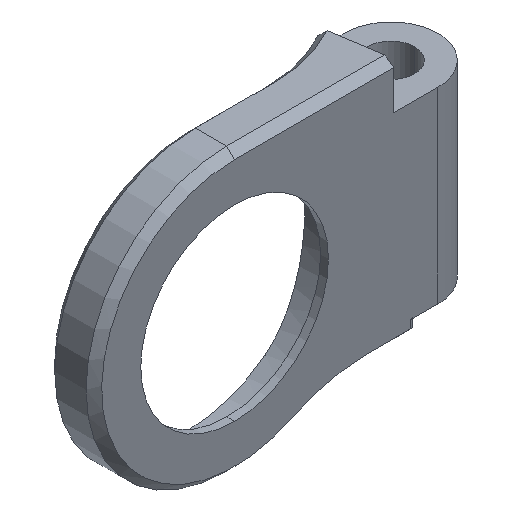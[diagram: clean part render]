
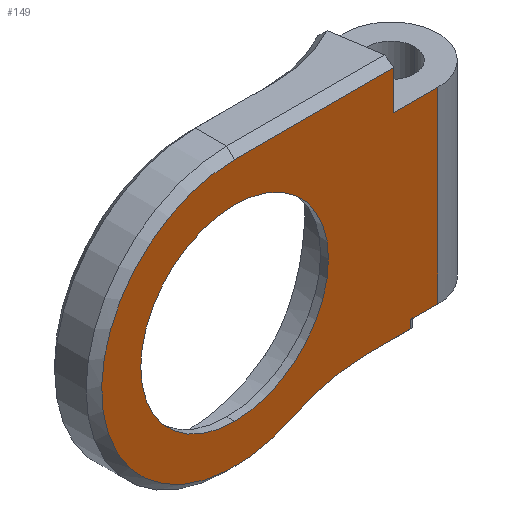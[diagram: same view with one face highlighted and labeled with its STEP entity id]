
A CAD part, isometric view. The second image highlights one B-rep face of the part: STEP entity #149.
In plain terms, the highlighted planar face has unit normal (0, -1, 0).
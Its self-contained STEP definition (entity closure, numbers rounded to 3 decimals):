
#29 = ORIENTED_EDGE ( 'NONE', *, *, #463, .T. ) ;
#34 = ORIENTED_EDGE ( 'NONE', *, *, #965, .F. ) ;
#42 = CARTESIAN_POINT ( 'NONE',  ( 11.268, 0., -6.5 ) ) ;
#61 = CARTESIAN_POINT ( 'NONE',  ( 10.182, 0., 6. ) ) ;
#85 = AXIS2_PLACEMENT_3D ( 'NONE', #267, #1149, #297 ) ;
#115 = VERTEX_POINT ( 'NONE', #42 ) ;
#134 = LINE ( 'NONE', #251, #254 ) ;
#149 = ADVANCED_FACE ( 'NONE', ( #512, #287 ), #1406, .F. ) ;
#153 = DIRECTION ( 'NONE',  ( 0., 1., 0. ) ) ;
#166 = VERTEX_POINT ( 'NONE', #399 ) ;
#178 = VERTEX_POINT ( 'NONE', #956 ) ;
#194 = LINE ( 'NONE', #650, #1305 ) ;
#210 = CARTESIAN_POINT ( 'NONE',  ( 13., 0., -6. ) ) ;
#244 = VERTEX_POINT ( 'NONE', #286 ) ;
#251 = CARTESIAN_POINT ( 'NONE',  ( 0., 0., 6. ) ) ;
#254 = VECTOR ( 'NONE', #552, 1000. ) ;
#261 = CARTESIAN_POINT ( 'NONE',  ( 0., 0., 0. ) ) ;
#263 = EDGE_CURVE ( 'NONE', #1348, #115, #498, .T. ) ;
#267 = CARTESIAN_POINT ( 'NONE',  ( 0., 0., 0. ) ) ;
#286 = CARTESIAN_POINT ( 'NONE',  ( 0., 0., 8.5 ) ) ;
#287 = FACE_OUTER_BOUND ( 'NONE', #1088, .T. ) ;
#295 = DIRECTION ( 'NONE',  ( 1., 0., 0. ) ) ;
#297 = DIRECTION ( 'NONE',  ( 0., 0., 1. ) ) ;
#305 = CARTESIAN_POINT ( 'NONE',  ( 0., 0., -6. ) ) ;
#306 = CARTESIAN_POINT ( 'NONE',  ( 11.268, 0., 0. ) ) ;
#308 = EDGE_CURVE ( 'NONE', #178, #1013, #1288, .T. ) ;
#309 = VECTOR ( 'NONE', #407, 1000. ) ;
#314 = CIRCLE ( 'NONE', #85, 8.5 ) ;
#324 = EDGE_CURVE ( 'NONE', #1212, #166, #1057, .T. ) ;
#352 = AXIS2_PLACEMENT_3D ( 'NONE', #1064, #1170, #832 ) ;
#387 = CARTESIAN_POINT ( 'NONE',  ( 8.485, 0., -6.5 ) ) ;
#391 = VERTEX_POINT ( 'NONE', #305 ) ;
#392 = EDGE_CURVE ( 'NONE', #166, #244, #530, .T. ) ;
#399 = CARTESIAN_POINT ( 'NONE',  ( 10.182, 0., 8.5 ) ) ;
#407 = DIRECTION ( 'NONE',  ( 1., 0., 0. ) ) ;
#413 = DIRECTION ( 'NONE',  ( 0., 0., 1. ) ) ;
#418 = LINE ( 'NONE', #306, #1311 ) ;
#421 = DIRECTION ( 'NONE',  ( 0., 1., 0. ) ) ;
#424 = EDGE_CURVE ( 'NONE', #860, #1013, #194, .T. ) ;
#463 = EDGE_CURVE ( 'NONE', #940, #1348, #1061, .T. ) ;
#479 = DIRECTION ( 'NONE',  ( 0., 0., 1. ) ) ;
#480 = CARTESIAN_POINT ( 'NONE',  ( 0., 0., 6. ) ) ;
#490 = AXIS2_PLACEMENT_3D ( 'NONE', #611, #827, #821 ) ;
#498 = LINE ( 'NONE', #936, #309 ) ;
#512 = FACE_BOUND ( 'NONE', #1264, .T. ) ;
#530 = LINE ( 'NONE', #759, #863 ) ;
#552 = DIRECTION ( 'NONE',  ( 1., 0., 0. ) ) ;
#561 = VERTEX_POINT ( 'NONE', #480 ) ;
#573 = ORIENTED_EDGE ( 'NONE', *, *, #784, .T. ) ;
#576 = CIRCLE ( 'NONE', #625, 6. ) ;
#605 = CIRCLE ( 'NONE', #490, 6. ) ;
#611 = CARTESIAN_POINT ( 'NONE',  ( 0., 0., 0. ) ) ;
#618 = CARTESIAN_POINT ( 'NONE',  ( 13., 0., -6. ) ) ;
#625 = AXIS2_PLACEMENT_3D ( 'NONE', #261, #153, #479 ) ;
#637 = VECTOR ( 'NONE', #1278, 1000. ) ;
#646 = EDGE_CURVE ( 'NONE', #561, #391, #605, .T. ) ;
#650 = CARTESIAN_POINT ( 'NONE',  ( 13., 0., 9. ) ) ;
#687 = VECTOR ( 'NONE', #295, 1000. ) ;
#759 = CARTESIAN_POINT ( 'NONE',  ( 0., 0., 8.5 ) ) ;
#784 = EDGE_CURVE ( 'NONE', #115, #178, #418, .T. ) ;
#807 = CARTESIAN_POINT ( 'NONE',  ( 10.182, 0., 6. ) ) ;
#821 = DIRECTION ( 'NONE',  ( 0., 0., 1. ) ) ;
#827 = DIRECTION ( 'NONE',  ( 0., 1., 0. ) ) ;
#832 = DIRECTION ( 'NONE',  ( 0., 0., 1. ) ) ;
#860 = VERTEX_POINT ( 'NONE', #1222 ) ;
#863 = VECTOR ( 'NONE', #1189, 1000. ) ;
#888 = ORIENTED_EDGE ( 'NONE', *, *, #392, .T. ) ;
#933 = ORIENTED_EDGE ( 'NONE', *, *, #263, .T. ) ;
#936 = CARTESIAN_POINT ( 'NONE',  ( 0., 0., -6.5 ) ) ;
#940 = VERTEX_POINT ( 'NONE', #1244 ) ;
#956 = CARTESIAN_POINT ( 'NONE',  ( 11.268, 0., -6. ) ) ;
#965 = EDGE_CURVE ( 'NONE', #1212, #860, #134, .T. ) ;
#980 = DIRECTION ( 'NONE',  ( 0., 0., 1. ) ) ;
#1013 = VERTEX_POINT ( 'NONE', #210 ) ;
#1057 = LINE ( 'NONE', #61, #637 ) ;
#1059 = ORIENTED_EDGE ( 'NONE', *, *, #308, .T. ) ;
#1061 = CIRCLE ( 'NONE', #1238, 10.5 ) ;
#1064 = CARTESIAN_POINT ( 'NONE',  ( 0., 0., 0. ) ) ;
#1088 = EDGE_LOOP ( 'NONE', ( #933, #573, #1059, #1109, #34, #1323, #888, #1184, #29 ) ) ;
#1109 = ORIENTED_EDGE ( 'NONE', *, *, #424, .F. ) ;
#1149 = DIRECTION ( 'NONE',  ( 0., -1., 0. ) ) ;
#1170 = DIRECTION ( 'NONE',  ( 0., 1., 0. ) ) ;
#1184 = ORIENTED_EDGE ( 'NONE', *, *, #1277, .T. ) ;
#1189 = DIRECTION ( 'NONE',  ( -1., 0., 0. ) ) ;
#1212 = VERTEX_POINT ( 'NONE', #807 ) ;
#1221 = ORIENTED_EDGE ( 'NONE', *, *, #1397, .T. ) ;
#1222 = CARTESIAN_POINT ( 'NONE',  ( 13., 0., 6. ) ) ;
#1238 = AXIS2_PLACEMENT_3D ( 'NONE', #1434, #421, #980 ) ;
#1244 = CARTESIAN_POINT ( 'NONE',  ( 3.796, 0., -7.605 ) ) ;
#1264 = EDGE_LOOP ( 'NONE', ( #1309, #1221 ) ) ;
#1277 = EDGE_CURVE ( 'NONE', #244, #940, #314, .T. ) ;
#1278 = DIRECTION ( 'NONE',  ( 0., 0., 1. ) ) ;
#1288 = LINE ( 'NONE', #618, #687 ) ;
#1305 = VECTOR ( 'NONE', #1318, 1000. ) ;
#1309 = ORIENTED_EDGE ( 'NONE', *, *, #646, .T. ) ;
#1311 = VECTOR ( 'NONE', #413, 1000. ) ;
#1318 = DIRECTION ( 'NONE',  ( 0., 0., -1. ) ) ;
#1323 = ORIENTED_EDGE ( 'NONE', *, *, #324, .T. ) ;
#1348 = VERTEX_POINT ( 'NONE', #387 ) ;
#1397 = EDGE_CURVE ( 'NONE', #391, #561, #576, .T. ) ;
#1406 = PLANE ( 'NONE',  #352 ) ;
#1434 = CARTESIAN_POINT ( 'NONE',  ( 8.485, 0., -17. ) ) ;
